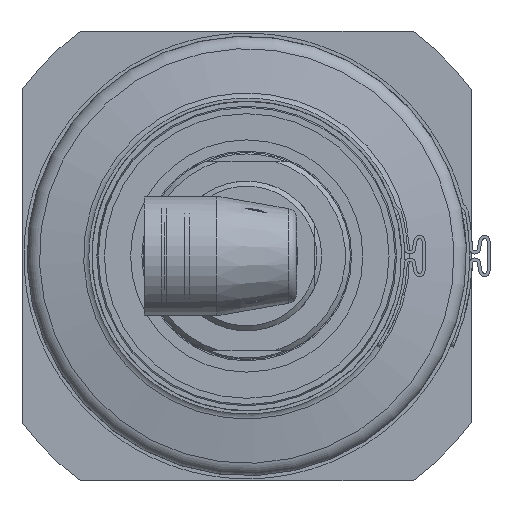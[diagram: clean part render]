
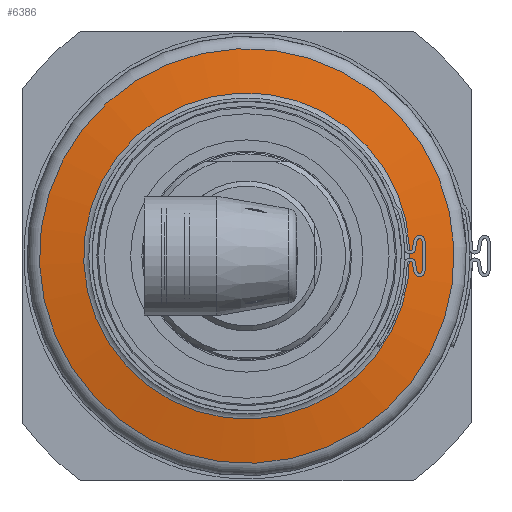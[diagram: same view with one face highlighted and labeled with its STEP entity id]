
A CAD part, left-side view. The second image highlights one B-rep face of the part: STEP entity #6386.
In plain terms, the highlighted conical face has half-angle 80 degrees and reference radius 37.087 mm.
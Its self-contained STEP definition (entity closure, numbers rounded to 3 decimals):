
#803=LINE('',#11067,#1163);
#1163=VECTOR('',#8068,37.087);
#1716=FACE_OUTER_BOUND('',#2129,.T.);
#2129=EDGE_LOOP('',(#4999,#5000,#5001,#5002,#5003,#5004));
#2530=CIRCLE('',#6916,32.653);
#2531=CIRCLE('',#6917,32.653);
#2532=CIRCLE('',#6919,41.521);
#2533=CIRCLE('',#6920,41.521);
#3103=VERTEX_POINT('',#11058);
#3104=VERTEX_POINT('',#11060);
#3105=VERTEX_POINT('',#11064);
#3106=VERTEX_POINT('',#11065);
#3800=EDGE_CURVE('',#3104,#3103,#2530,.T.);
#3801=EDGE_CURVE('',#3103,#3104,#2531,.T.);
#3802=EDGE_CURVE('',#3105,#3106,#2532,.T.);
#3803=EDGE_CURVE('',#3105,#3104,#803,.T.);
#3804=EDGE_CURVE('',#3106,#3105,#2533,.T.);
#4999=ORIENTED_EDGE('',*,*,#3802,.F.);
#5000=ORIENTED_EDGE('',*,*,#3803,.T.);
#5001=ORIENTED_EDGE('',*,*,#3800,.T.);
#5002=ORIENTED_EDGE('',*,*,#3801,.T.);
#5003=ORIENTED_EDGE('',*,*,#3803,.F.);
#5004=ORIENTED_EDGE('',*,*,#3804,.F.);
#6200=CONICAL_SURFACE('',#6918,37.087,1.396);
#6386=ADVANCED_FACE('',(#1716),#6200,.T.);
#6916=AXIS2_PLACEMENT_3D('',#11061,#8060,#8061);
#6917=AXIS2_PLACEMENT_3D('',#11062,#8062,#8063);
#6918=AXIS2_PLACEMENT_3D('',#11063,#8064,#8065);
#6919=AXIS2_PLACEMENT_3D('',#11066,#8066,#8067);
#6920=AXIS2_PLACEMENT_3D('',#11068,#8069,#8070);
#8060=DIRECTION('center_axis',(1.,0.,0.));
#8061=DIRECTION('ref_axis',(0.,-0.042,-0.999));
#8062=DIRECTION('center_axis',(1.,0.,0.));
#8063=DIRECTION('ref_axis',(0.,-0.042,-0.999));
#8064=DIRECTION('center_axis',(1.,0.,0.));
#8065=DIRECTION('ref_axis',(0.,0.999,-0.042));
#8066=DIRECTION('center_axis',(1.,0.,0.));
#8067=DIRECTION('ref_axis',(0.,-0.042,-0.999));
#8068=DIRECTION('',(-0.174,0.984,-0.042));
#8069=DIRECTION('center_axis',(1.,0.,0.));
#8070=DIRECTION('ref_axis',(0.,-0.042,-0.999));
#11058=CARTESIAN_POINT('',(-28.494,1.381,32.623));
#11060=CARTESIAN_POINT('',(-28.494,-32.623,1.381));
#11061=CARTESIAN_POINT('Origin',(-28.494,0.,
0.));
#11062=CARTESIAN_POINT('Origin',(-28.494,0.,
0.));
#11063=CARTESIAN_POINT('Origin',(-27.712,0.,
0.));
#11064=CARTESIAN_POINT('',(-26.93,-41.484,1.757));
#11065=CARTESIAN_POINT('',(-26.93,1.757,41.484));
#11066=CARTESIAN_POINT('Origin',(-26.93,0.,
0.));
#11067=CARTESIAN_POINT('',(-27.712,-37.054,1.569));
#11068=CARTESIAN_POINT('Origin',(-26.93,0.,
0.));
